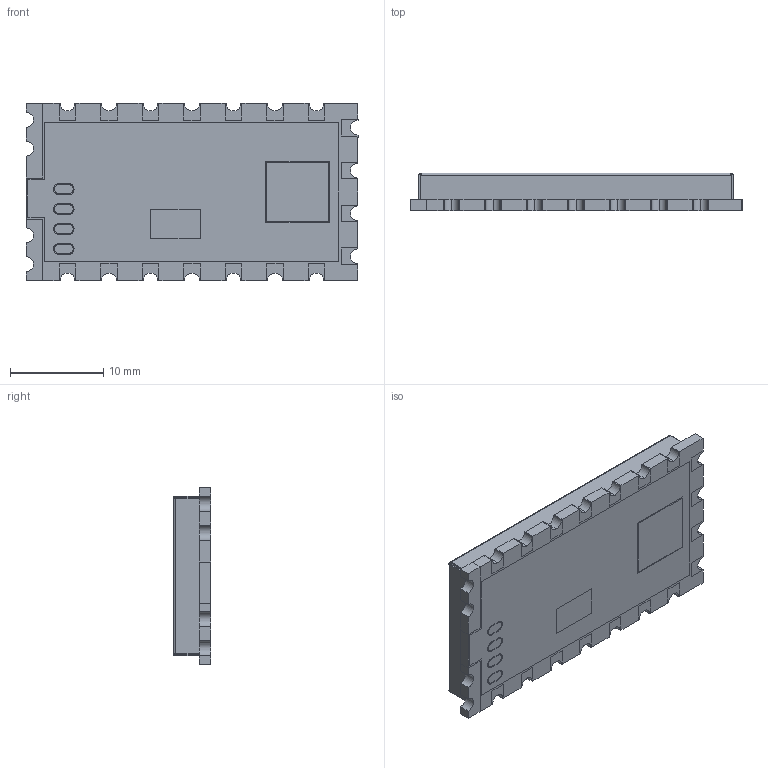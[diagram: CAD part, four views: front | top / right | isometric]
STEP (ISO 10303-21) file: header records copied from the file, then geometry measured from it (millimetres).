
FILE_DESCRIPTION (( 'STEP AP214' ), '1' );
FILE_NAME ('DRA818V.STEP', '2025-02-10T23:03:32', ( '' ), ( '' ), 'SwSTEP 2.0', 'SolidWorks 2021', '' );
FILE_SCHEMA (( 'AUTOMOTIVE_DESIGN' ));
Length unit declared in the file: millimetre
Products named in the file (1): DRA818V
Bounding box: 35.6 x 4 x 19 mm (x, y, z)
Volume: 907.1 mm3; surface area: 4390.8 mm2
Topology: 28 solids, 28 shells, 479 faces, 1201 edges, 790 vertices
Faces by surface type: plane 374, cylinder 105
Entity records: 14542 total; most frequent: CARTESIAN_POINT 2471, ORIENTED_EDGE 2402, DIRECTION 2371, EDGE_CURVE 1201, LINE 991, VECTOR 991, VERTEX_POINT 790, AXIS2_PLACEMENT_3D 690
